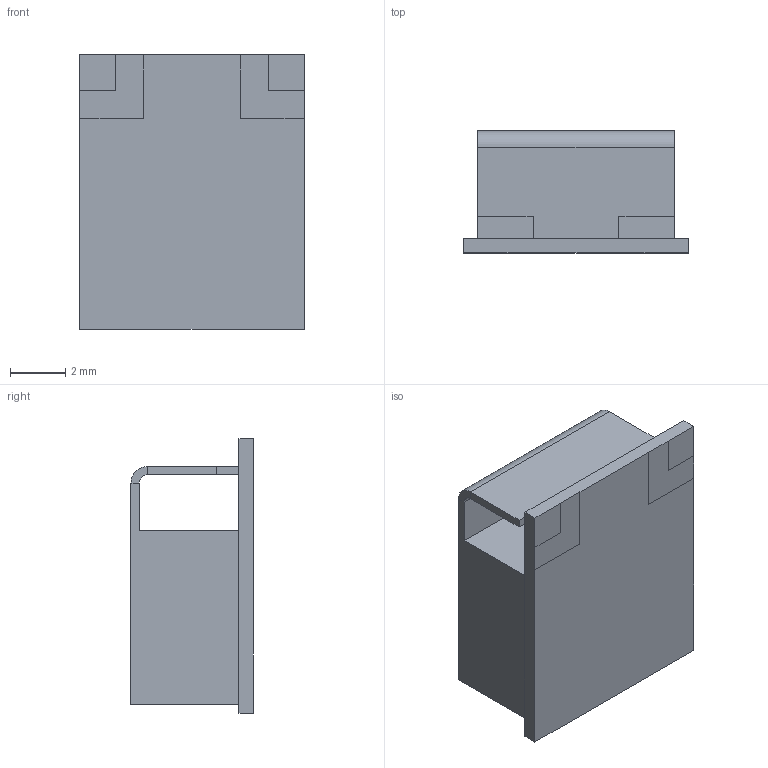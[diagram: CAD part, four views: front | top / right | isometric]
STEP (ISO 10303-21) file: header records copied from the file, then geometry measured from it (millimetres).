
FILE_DESCRIPTION(('STEP AP203'), '1');
FILE_NAME('ÍØÁÀ.434834.052_Ôèëüòð ÔÊÏ2-252-1,582-60', '', ('UNSPECIFIED'), ('UNSPECIFIED'), 'ASCON STEP Converter 1.6', 'ASCON Math Kernel', '');
FILE_SCHEMA(('CONFIG_CONTROL_DESIGN'));
Length unit declared in the file: millimetre
Products named in the file (1): НШБА.434834.052_Фильтр ФКП2-252-1,582-60
Bounding box: 8.1 x 4.41 x 9.9 mm (x, y, z)
Volume: 226.1 mm3; surface area: 360.3 mm2
Topology: 1 solids, 1 shells, 319 faces, 844 edges, 560 vertices
Faces by surface type: plane 213, bspline 95, cylinder 11
Full cylindrical faces by diameter (mm): 1 x1
Entity records: 22081 total; most frequent: CARTESIAN_POINT 12369, ORIENTED_EDGE 1686, DIRECTION 1044, EDGE_CURVE 843, VERTEX_POINT 560, LINE 550, VECTOR 550, EDGE_LOOP 355
